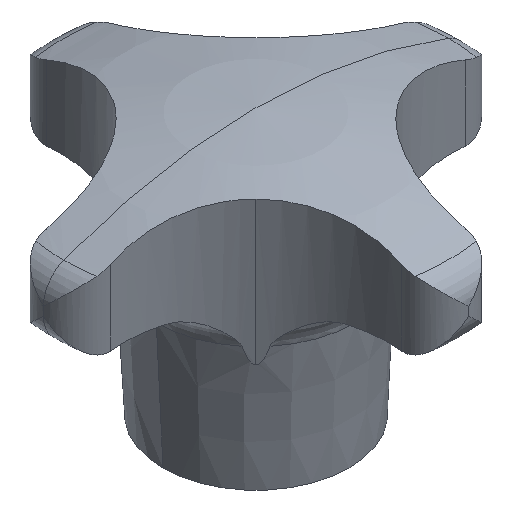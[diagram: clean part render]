
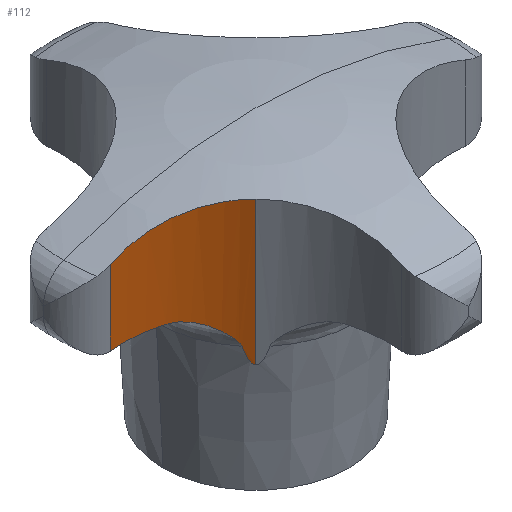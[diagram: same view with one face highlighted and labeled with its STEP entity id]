
A CAD part, isometric view. The second image highlights one B-rep face of the part: STEP entity #112.
In plain terms, the highlighted cylindrical face has radius 25 mm (diameter 50 mm), a partial arc.
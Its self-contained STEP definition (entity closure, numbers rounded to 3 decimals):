
#112=ADVANCED_FACE('',(#247),#248,.F.);
#247=FACE_OUTER_BOUND('',#403,.T.);
#248=CYLINDRICAL_SURFACE('',#404,25.);
#403=EDGE_LOOP('',(#674,#675,#676,#677,#678,#679));
#404=AXIS2_PLACEMENT_3D('',#680,#681,#682);
#674=ORIENTED_EDGE('',*,*,#1055,.T.);
#675=ORIENTED_EDGE('',*,*,#1061,.F.);
#676=ORIENTED_EDGE('',*,*,#1021,.F.);
#677=ORIENTED_EDGE('',*,*,#1062,.F.);
#678=ORIENTED_EDGE('',*,*,#1063,.F.);
#679=ORIENTED_EDGE('',*,*,#983,.F.);
#680=CARTESIAN_POINT('',(-30.838,-30.838,0.));
#681=DIRECTION('',(0.,0.,1.0));
#682=DIRECTION('',(0.707,0.707,0.));
#983=EDGE_CURVE('',#1186,#1188,#1189,.T.);
#1021=EDGE_CURVE('',#1246,#1248,#1249,.T.);
#1055=EDGE_CURVE('',#1186,#1303,#1304,.T.);
#1061=EDGE_CURVE('',#1248,#1303,#1313,.T.);
#1062=EDGE_CURVE('',#1314,#1246,#1315,.T.);
#1063=EDGE_CURVE('',#1188,#1314,#1316,.T.);
#1186=VERTEX_POINT('',#1707);
#1188=VERTEX_POINT('',#1738);
#1189=B_SPLINE_CURVE_WITH_KNOTS('',3,(#1739,#1740,#1741,#1742,#1743,#1744,#1745,#1746,#1747,#1748,#1749,#1750,#1751,#1752,#1753,#1754,#1755,#1756,#1757,#1758,#1759,#1760,#1761,#1762,#1763,#1764,#1765,#1766,#1767,#1768),.UNSPECIFIED.,.F.,.F.,(4,2,2,2,2,2,2,2,2,2,2,2,2,2,4),(0.997,1.835,2.752,3.211,3.669,4.131,4.361,4.592,4.822,5.053,5.514,5.973,6.432,7.349,8.186),.UNSPECIFIED.);
#1246=VERTEX_POINT('',#1932);
#1248=VERTEX_POINT('',#1934);
#1249=LINE('',#1935,#1936);
#1303=VERTEX_POINT('',#2183);
#1304=LINE('',#2184,#2185);
#1313=B_SPLINE_CURVE_WITH_KNOTS('',3,(#2250,#2251,#2252,#2253,#2254,#2255,#2256,#2257,#2258,#2259,#2260,#2261,#2262,#2263,#2264,#2265,#2266,#2267,#2268,#2269,#2270,#2271,#2272,#2273,#2274,#2275,#2276,#2277,#2278,#2279,#2280,#2281,#2282,#2283,#2284,#2285,#2286,#2287,#2288,#2289,#2290,#2291,#2292),.UNSPECIFIED.,.F.,.F.,(4,2,2,2,2,2,2,2,2,2,3,2,2,2,2,2,2,2,2,2,4),(-21.876,-21.34,-18.714,-16.374,-14.035,-11.696,-9.357,-7.018,-4.678,-2.339,0.0,2.339,4.678,7.018,9.357,11.696,14.035,16.374,18.714,21.34,21.876),.UNSPECIFIED.);
#1314=VERTEX_POINT('',#2293);
#1315=CIRCLE('',#2294,25.);
#1316=B_SPLINE_CURVE_WITH_KNOTS('',3,(#2295,#2296,#2297,#2298,#2299,#2300,#2301,#2302,#2303,#2304,#2305,#2306,#2307,#2308),.UNSPECIFIED.,.F.,.F.,(4,2,2,2,2,2,4),(-16.211,-14.974,-12.72,-10.645,-6.589,-2.834,-1.189),.UNSPECIFIED.);
#1707=CARTESIAN_POINT('',(-13.161,-13.161,21.219));
#1738=CARTESIAN_POINT('',(-14.527,-11.892,24.314));
#1739=CARTESIAN_POINT('',(-11.892,-14.527,24.314));
#1740=CARTESIAN_POINT('',(-11.949,-14.462,24.027));
#1741=CARTESIAN_POINT('',(-12.01,-14.391,23.738));
#1742=CARTESIAN_POINT('',(-12.151,-14.231,23.14));
#1743=CARTESIAN_POINT('',(-12.231,-14.142,22.832));
#1744=CARTESIAN_POINT('',(-12.367,-13.992,22.394));
#1745=CARTESIAN_POINT('',(-12.415,-13.94,22.252));
#1746=CARTESIAN_POINT('',(-12.518,-13.827,21.979));
#1747=CARTESIAN_POINT('',(-12.574,-13.767,21.848));
#1748=CARTESIAN_POINT('',(-12.699,-13.634,21.602));
#1749=CARTESIAN_POINT('',(-12.776,-13.554,21.475));
#1750=CARTESIAN_POINT('',(-12.908,-13.417,21.331));
#1751=CARTESIAN_POINT('',(-12.955,-13.369,21.291));
#1752=CARTESIAN_POINT('',(-13.054,-13.268,21.234));
#1753=CARTESIAN_POINT('',(-13.106,-13.215,21.219));
#1754=CARTESIAN_POINT('',(-13.215,-13.106,21.219));
#1755=CARTESIAN_POINT('',(-13.268,-13.054,21.234));
#1756=CARTESIAN_POINT('',(-13.369,-12.955,21.291));
#1757=CARTESIAN_POINT('',(-13.417,-12.908,21.331));
#1758=CARTESIAN_POINT('',(-13.554,-12.776,21.475));
#1759=CARTESIAN_POINT('',(-13.634,-12.699,21.602));
#1760=CARTESIAN_POINT('',(-13.767,-12.574,21.848));
#1761=CARTESIAN_POINT('',(-13.827,-12.518,21.979));
#1762=CARTESIAN_POINT('',(-13.94,-12.415,22.252));
#1763=CARTESIAN_POINT('',(-13.992,-12.367,22.394));
#1764=CARTESIAN_POINT('',(-14.142,-12.231,22.832));
#1765=CARTESIAN_POINT('',(-14.231,-12.151,23.14));
#1766=CARTESIAN_POINT('',(-14.391,-12.01,23.738));
#1767=CARTESIAN_POINT('',(-14.462,-11.949,24.027));
#1768=CARTESIAN_POINT('',(-14.527,-11.892,24.314));
#1932=CARTESIAN_POINT('',(-33.388,-5.969,30.0));
#1934=CARTESIAN_POINT('',(-33.388,-5.969,44.072));
#1935=CARTESIAN_POINT('',(-33.388,-5.969,0.));
#1936=VECTOR('',#2691,1.0);
#2183=CARTESIAN_POINT('',(-13.161,-13.161,48.253));
#2184=CARTESIAN_POINT('',(-13.161,-13.161,34.735));
#2185=VECTOR('',#2717,1.0);
#2250=CARTESIAN_POINT('',(-33.388,-5.969,44.072));
#2251=CARTESIAN_POINT('',(-33.215,-5.951,44.135));
#2252=CARTESIAN_POINT('',(-33.043,-5.935,44.197));
#2253=CARTESIAN_POINT('',(-32.025,-5.852,44.557));
#2254=CARTESIAN_POINT('',(-31.181,-5.827,44.84));
#2255=CARTESIAN_POINT('',(-29.603,-5.858,45.341));
#2256=CARTESIAN_POINT('',(-28.844,-5.906,45.571));
#2257=CARTESIAN_POINT('',(-27.309,-6.077,46.01));
#2258=CARTESIAN_POINT('',(-26.533,-6.199,46.22));
#2259=CARTESIAN_POINT('',(-24.98,-6.522,46.613));
#2260=CARTESIAN_POINT('',(-24.202,-6.722,46.798));
#2261=CARTESIAN_POINT('',(-22.66,-7.2,47.136));
#2262=CARTESIAN_POINT('',(-21.896,-7.478,47.29));
#2263=CARTESIAN_POINT('',(-20.394,-8.11,47.565));
#2264=CARTESIAN_POINT('',(-19.657,-8.463,47.687));
#2265=CARTESIAN_POINT('',(-18.221,-9.24,47.894));
#2266=CARTESIAN_POINT('',(-17.523,-9.664,47.981));
#2267=CARTESIAN_POINT('',(-16.178,-10.572,48.118));
#2268=CARTESIAN_POINT('',(-15.531,-11.057,48.169));
#2269=CARTESIAN_POINT('',(-14.298,-12.075,48.236));
#2270=CARTESIAN_POINT('',(-13.712,-12.609,48.253));
#2271=CARTESIAN_POINT('',(-13.161,-13.161,48.253));
#2272=CARTESIAN_POINT('',(-12.609,-13.712,48.253));
#2273=CARTESIAN_POINT('',(-12.075,-14.298,48.236));
#2274=CARTESIAN_POINT('',(-11.057,-15.531,48.169));
#2275=CARTESIAN_POINT('',(-10.572,-16.178,48.118));
#2276=CARTESIAN_POINT('',(-9.664,-17.523,47.981));
#2277=CARTESIAN_POINT('',(-9.24,-18.221,47.894));
#2278=CARTESIAN_POINT('',(-8.463,-19.657,47.687));
#2279=CARTESIAN_POINT('',(-8.11,-20.394,47.565));
#2280=CARTESIAN_POINT('',(-7.478,-21.896,47.29));
#2281=CARTESIAN_POINT('',(-7.2,-22.66,47.136));
#2282=CARTESIAN_POINT('',(-6.722,-24.202,46.798));
#2283=CARTESIAN_POINT('',(-6.522,-24.98,46.613));
#2284=CARTESIAN_POINT('',(-6.199,-26.533,46.22));
#2285=CARTESIAN_POINT('',(-6.077,-27.309,46.01));
#2286=CARTESIAN_POINT('',(-5.906,-28.844,45.571));
#2287=CARTESIAN_POINT('',(-5.858,-29.603,45.341));
#2288=CARTESIAN_POINT('',(-5.827,-31.181,44.84));
#2289=CARTESIAN_POINT('',(-5.852,-32.025,44.557));
#2290=CARTESIAN_POINT('',(-5.935,-33.043,44.197));
#2291=CARTESIAN_POINT('',(-5.951,-33.215,44.135));
#2292=CARTESIAN_POINT('',(-5.969,-33.388,44.072));
#2293=CARTESIAN_POINT('',(-23.8,-6.85,30.0));
#2294=AXIS2_PLACEMENT_3D('',#2722,#2723,#2724);
#2295=CARTESIAN_POINT('',(-14.527,-11.892,24.314));
#2296=CARTESIAN_POINT('',(-14.563,-11.862,24.469));
#2297=CARTESIAN_POINT('',(-14.626,-11.808,24.634));
#2298=CARTESIAN_POINT('',(-14.902,-11.575,25.15));
#2299=CARTESIAN_POINT('',(-15.176,-11.349,25.504));
#2300=CARTESIAN_POINT('',(-15.773,-10.884,26.166));
#2301=CARTESIAN_POINT('',(-16.093,-10.646,26.479));
#2302=CARTESIAN_POINT('',(-17.045,-9.974,27.332));
#2303=CARTESIAN_POINT('',(-17.925,-9.397,28.024));
#2304=CARTESIAN_POINT('',(-19.992,-8.285,29.185));
#2305=CARTESIAN_POINT('',(-21.086,-7.786,29.629));
#2306=CARTESIAN_POINT('',(-22.756,-7.175,29.947));
#2307=CARTESIAN_POINT('',(-23.276,-7.003,30.0));
#2308=CARTESIAN_POINT('',(-23.8,-6.85,30.0));
#2691=DIRECTION('',(0.,0.,1.0));
#2717=DIRECTION('',(0.,0.,1.0));
#2722=CARTESIAN_POINT('',(-30.838,-30.838,30.0));
#2723=DIRECTION('',(0.0,-0.0,1.0));
#2724=DIRECTION('',(0.707,0.707,0.0));
